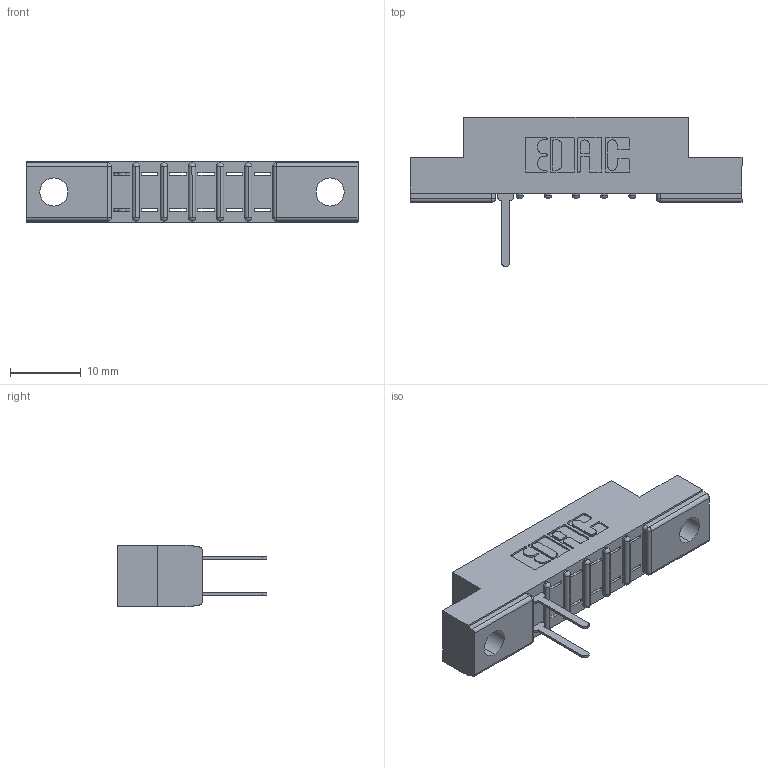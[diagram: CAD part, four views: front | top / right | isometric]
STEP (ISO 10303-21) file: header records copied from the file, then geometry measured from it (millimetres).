
FILE_DESCRIPTION (( 'STEP AP203' ), '1' );
FILE_NAME ('307-012-522-204.STEP', '2018-08-02T23:02:09', ( '' ), ( '' ), 'SwSTEP 2.0', 'SolidWorks 2016', '' );
FILE_SCHEMA (( 'CONFIG_CONTROL_DESIGN' ));
Length unit declared in the file: inch
Products named in the file (3): 307 Part_.156 Dia Mounting Holes; 307-290-001_522; 307-012-522-204
Assembly tree (3 placements, depth 2):
  307-012-522-204
    307 Part_.156 Dia Mounting Holes
    307-290-001_522  x2
Bounding box: 46.79 x 21.11 x 8.71 mm (x, y, z)
Volume: 2831 mm3; surface area: 3312.3 mm2
Topology: 3 solids, 3 shells, 331 faces, 939 edges, 602 vertices
Faces by surface type: plane 206, cylinder 111, sphere 14
Entity records: 9840 total; most frequent: CARTESIAN_POINT 1666, ORIENTED_EDGE 1654, DIRECTION 1629, EDGE_CURVE 827, LINE 627, VECTOR 627, VERTEX_POINT 538, AXIS2_PLACEMENT_3D 501
